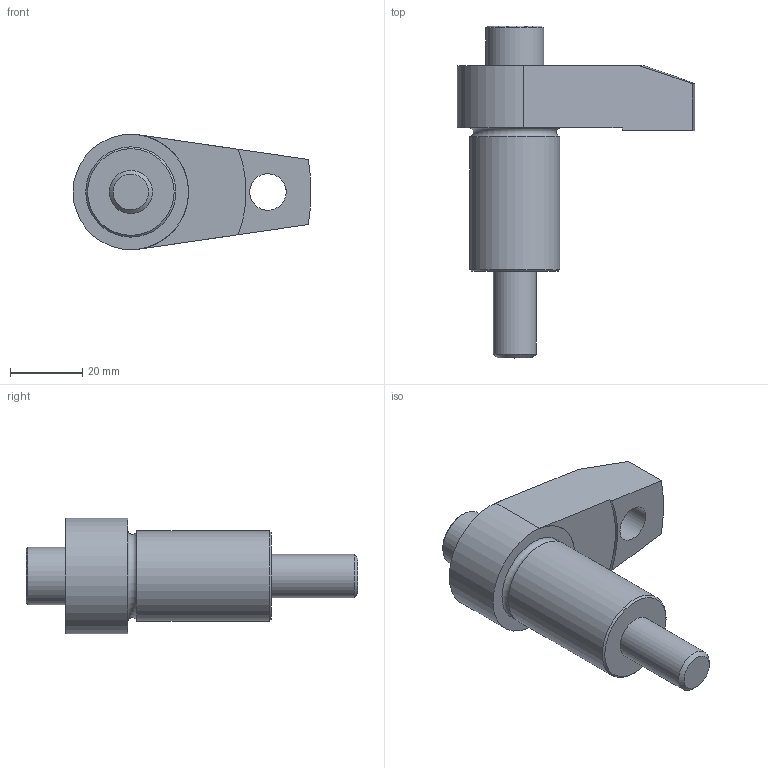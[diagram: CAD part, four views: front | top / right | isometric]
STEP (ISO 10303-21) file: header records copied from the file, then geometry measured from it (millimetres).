
FILE_DESCRIPTION( ( 'STEP AP214' ), '1' );
FILE_NAME( 'K0014.312150.stp', '2020-11-24T14:43:01', ( '' ), ( '' ), ' ', 'PARTsolutions', ' ' );
FILE_SCHEMA( ( 'AUTOMOTIVE_DESIGN { 1 0 10303 214 1 1 1 1 }' ) );
Length unit declared in the file: millimetre
Products named in the file (1): _K0014.312150
Bounding box: 65.91 x 92 x 32 mm (x, y, z)
Volume: 50450.9 mm3; surface area: 11338 mm2
Topology: 1 solids, 1 shells, 31 faces, 68 edges, 44 vertices
Faces by surface type: plane 18, cylinder 8, cone 4, torus 1
Full cylindrical faces by diameter (mm): 10.106 x1, 12 x1, 16 x1, 17 x1, 25 x1, 32 x1
Entity records: 1106 total; most frequent: CARTESIAN_POINT 181, DIRECTION 142, ORIENTED_EDGE 114, EDGE_CURVE 57, AXIS2_PLACEMENT_3D 56, EDGE_LOOP 48, VERTEX_POINT 43, FACE_OUTER_BOUND 38
